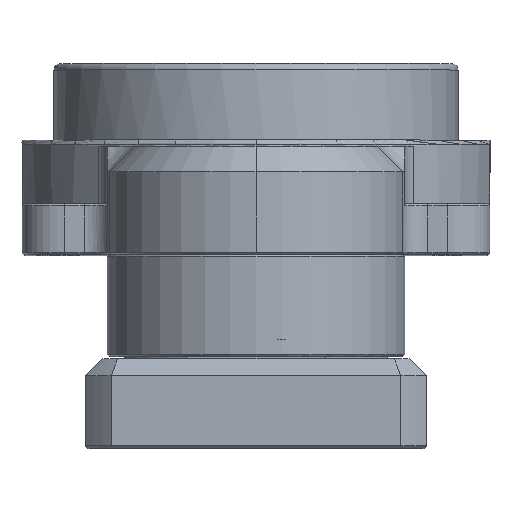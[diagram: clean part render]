
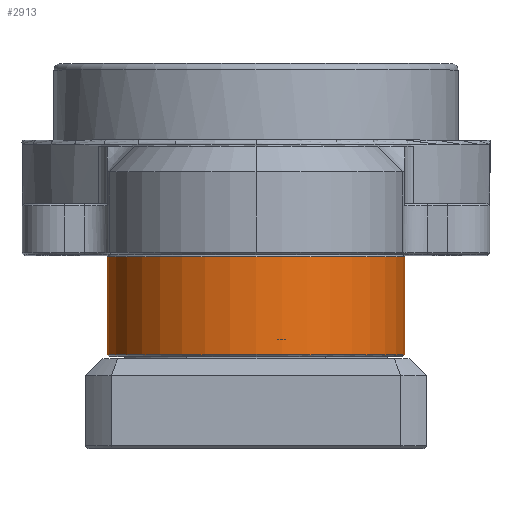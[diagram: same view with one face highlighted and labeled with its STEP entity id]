
A CAD part, top view. The second image highlights one B-rep face of the part: STEP entity #2913.
In plain terms, the highlighted cylindrical face has radius 35 mm (diameter 70 mm), a partial arc.
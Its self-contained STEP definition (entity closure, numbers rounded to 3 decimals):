
#53 = CIRCLE ( 'NONE', #4068, 35. ) ;
#427 = VECTOR ( 'NONE', #8250, 1000. ) ;
#853 = DIRECTION ( 'NONE',  ( -1., 0., 0. ) ) ;
#1052 = VERTEX_POINT ( 'NONE', #15854 ) ;
#1469 = CARTESIAN_POINT ( 'NONE',  ( 35., -24., 54. ) ) ;
#1582 = EDGE_LOOP ( 'NONE', ( #2594, #3945, #11094, #10435 ) ) ;
#1912 = VERTEX_POINT ( 'NONE', #2808 ) ;
#2228 = AXIS2_PLACEMENT_3D ( 'NONE', #9295, #16061, #853 ) ;
#2552 = CYLINDRICAL_SURFACE ( 'NONE', #2228, 35. ) ;
#2594 = ORIENTED_EDGE ( 'NONE', *, *, #13342, .F. ) ;
#2808 = CARTESIAN_POINT ( 'NONE',  ( -35., -0.5, 54. ) ) ;
#2913 = ADVANCED_FACE ( 'NONE', ( #17697 ), #2552, .T. ) ;
#3274 = EDGE_CURVE ( 'NONE', #1052, #3366, #53, .T. ) ;
#3366 = VERTEX_POINT ( 'NONE', #4426 ) ;
#3945 = ORIENTED_EDGE ( 'NONE', *, *, #19608, .T. ) ;
#4068 = AXIS2_PLACEMENT_3D ( 'NONE', #14167, #20830, #5777 ) ;
#4426 = CARTESIAN_POINT ( 'NONE',  ( 35., -23.5, 54. ) ) ;
#5777 = DIRECTION ( 'NONE',  ( -1., 0., 0. ) ) ;
#5778 = LINE ( 'NONE', #12511, #17957 ) ;
#5919 = CARTESIAN_POINT ( 'NONE',  ( 0., -0.5, 54. ) ) ;
#7851 = EDGE_CURVE ( 'NONE', #1912, #1052, #5778, .T. ) ;
#8250 = DIRECTION ( 'NONE',  ( 0., -1., 0. ) ) ;
#8938 = CIRCLE ( 'NONE', #21242, 35. ) ;
#8947 = CARTESIAN_POINT ( 'NONE',  ( 35., -0.5, 54. ) ) ;
#9232 = VERTEX_POINT ( 'NONE', #8947 ) ;
#9295 = CARTESIAN_POINT ( 'NONE',  ( 0., -24., 54. ) ) ;
#10435 = ORIENTED_EDGE ( 'NONE', *, *, #3274, .T. ) ;
#11094 = ORIENTED_EDGE ( 'NONE', *, *, #7851, .T. ) ;
#12511 = CARTESIAN_POINT ( 'NONE',  ( -35., -24., 54. ) ) ;
#12643 = DIRECTION ( 'NONE',  ( 0., -1., 0. ) ) ;
#13342 = EDGE_CURVE ( 'NONE', #9232, #3366, #16646, .T. ) ;
#14167 = CARTESIAN_POINT ( 'NONE',  ( 0., -23.5, 54. ) ) ;
#15854 = CARTESIAN_POINT ( 'NONE',  ( -35., -23.5, 54. ) ) ;
#16061 = DIRECTION ( 'NONE',  ( 0., -1., 0. ) ) ;
#16646 = LINE ( 'NONE', #1469, #427 ) ;
#17697 = FACE_OUTER_BOUND ( 'NONE', #1582, .T. ) ;
#17957 = VECTOR ( 'NONE', #19186, 1000. ) ;
#19186 = DIRECTION ( 'NONE',  ( 0., -1., 0. ) ) ;
#19323 = DIRECTION ( 'NONE',  ( 1., 0., 0. ) ) ;
#19608 = EDGE_CURVE ( 'NONE', #9232, #1912, #8938, .T. ) ;
#20830 = DIRECTION ( 'NONE',  ( 0., 1., 0. ) ) ;
#21242 = AXIS2_PLACEMENT_3D ( 'NONE', #5919, #12643, #19323 ) ;
